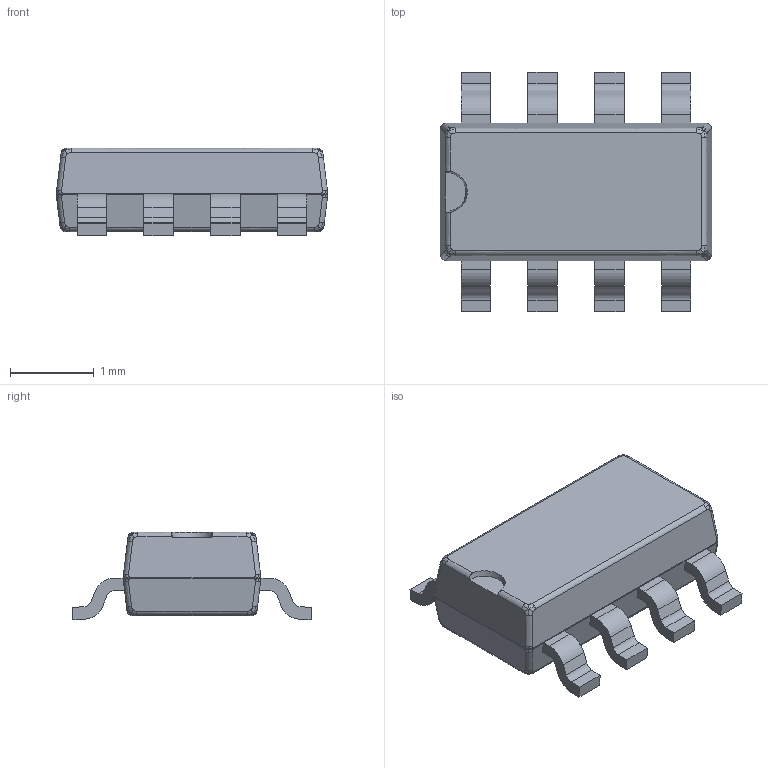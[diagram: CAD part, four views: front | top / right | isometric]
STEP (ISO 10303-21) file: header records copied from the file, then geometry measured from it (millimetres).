
FILE_DESCRIPTION(/* description */ (''),/* implementation_level */ '2;1');
FILE_NAME(/* name */ 'WS2811_FSOP-8.step',/* time_stamp */ '2025-01-04T19:34:17+01:00',/* author */ (''),/* organization */ (''),/* preprocessor_version */ 'ST-DEVELOPER v20',/* originating_system */ 'Autodesk Translation Framework v13.20.0.188',/* authorisation */ '');
FILE_SCHEMA (('AUTOMOTIVE_DESIGN { 1 0 10303 214 3 1 1 }'));
Length unit declared in the file: millimetre
Products named in the file (2): WS2811_FSOP-8; Pins
Assembly tree (1 placements, depth 2):
  WS2811_FSOP-8
    Pins
Bounding box: 3.25 x 2.87 x 1.05 mm (x, y, z)
Volume: 5.4 mm3; surface area: 25.8 mm2
Topology: 9 solids, 9 shells, 233 faces, 601 edges, 386 vertices
Faces by surface type: bspline 109, plane 91, cylinder 32, cone 1
Entity records: 10659 total; most frequent: CARTESIAN_POINT 5590, ORIENTED_EDGE 1202, DIRECTION 781, EDGE_CURVE 601, VERTEX_POINT 386, AXIS2_PLACEMENT_3D 273, LINE 235, VECTOR 235
